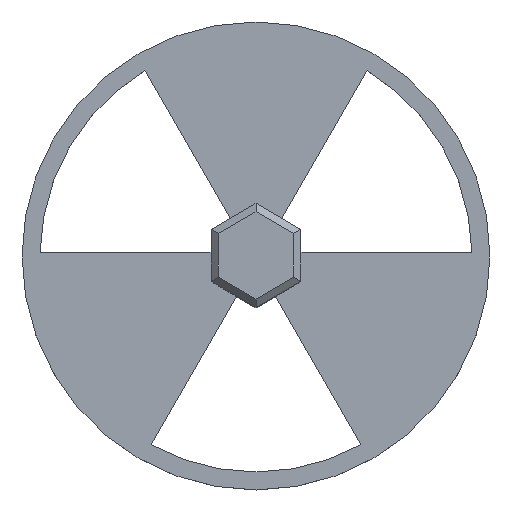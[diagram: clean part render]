
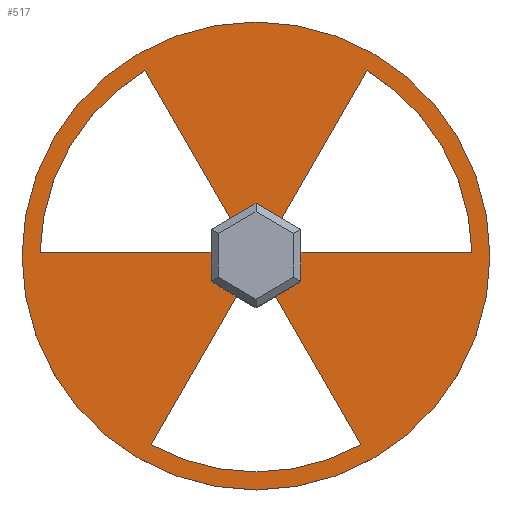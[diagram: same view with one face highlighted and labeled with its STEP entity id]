
A CAD part, top view. The second image highlights one B-rep face of the part: STEP entity #517.
In plain terms, the highlighted planar face has unit normal (0, 0, 1).
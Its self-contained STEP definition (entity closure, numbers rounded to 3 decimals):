
#22=FACE_BOUND('',#88,.T.);
#28=CIRCLE('',#550,13.);
#29=CIRCLE('',#559,12.);
#30=CIRCLE('',#562,12.);
#31=CIRCLE('',#565,12.);
#58=FACE_OUTER_BOUND('',#87,.T.);
#87=EDGE_LOOP('',(#455));
#88=EDGE_LOOP('',(#456,#457,#458,#459,#460,#461,#462,#463,#464,#465,#466,
#467,#468,#469,#470));
#108=LINE('',#742,#170);
#115=LINE('',#755,#177);
#117=LINE('',#760,#179);
#132=LINE('',#802,#194);
#134=LINE('',#806,#196);
#138=LINE('',#812,#200);
#140=LINE('',#816,#202);
#142=LINE('',#820,#204);
#144=LINE('',#824,#206);
#145=LINE('',#827,#207);
#147=LINE('',#833,#209);
#149=LINE('',#839,#211);
#170=VECTOR('',#602,10.);
#177=VECTOR('',#611,10.);
#179=VECTOR('',#615,10.);
#194=VECTOR('',#652,10.);
#196=VECTOR('',#656,10.);
#200=VECTOR('',#662,10.);
#202=VECTOR('',#666,10.);
#204=VECTOR('',#670,10.);
#206=VECTOR('',#674,10.);
#207=VECTOR('',#677,10.);
#209=VECTOR('',#685,10.);
#211=VECTOR('',#693,10.);
#225=VERTEX_POINT('',#739);
#226=VERTEX_POINT('',#741);
#231=VERTEX_POINT('',#753);
#232=VERTEX_POINT('',#757);
#233=VERTEX_POINT('',#759);
#247=VERTEX_POINT('',#795);
#248=VERTEX_POINT('',#799);
#249=VERTEX_POINT('',#801);
#250=VERTEX_POINT('',#805);
#251=VERTEX_POINT('',#810);
#252=VERTEX_POINT('',#814);
#253=VERTEX_POINT('',#818);
#254=VERTEX_POINT('',#822);
#255=VERTEX_POINT('',#826);
#256=VERTEX_POINT('',#832);
#257=VERTEX_POINT('',#838);
#277=EDGE_CURVE('',#226,#225,#108,.T.);
#284=EDGE_CURVE('',#225,#231,#115,.T.);
#286=EDGE_CURVE('',#233,#232,#117,.T.);
#304=EDGE_CURVE('',#247,#247,#28,.T.);
#307=EDGE_CURVE('',#249,#248,#132,.T.);
#309=EDGE_CURVE('',#250,#249,#134,.T.);
#313=EDGE_CURVE('',#232,#251,#138,.T.);
#315=EDGE_CURVE('',#231,#252,#140,.F.);
#317=EDGE_CURVE('',#251,#253,#142,.F.);
#319=EDGE_CURVE('',#248,#254,#144,.F.);
#320=EDGE_CURVE('',#255,#226,#145,.F.);
#322=EDGE_CURVE('',#254,#255,#29,.T.);
#323=EDGE_CURVE('',#256,#250,#147,.F.);
#325=EDGE_CURVE('',#253,#256,#30,.T.);
#326=EDGE_CURVE('',#257,#233,#149,.F.);
#328=EDGE_CURVE('',#252,#257,#31,.T.);
#455=ORIENTED_EDGE('',*,*,#304,.T.);
#456=ORIENTED_EDGE('',*,*,#284,.T.);
#457=ORIENTED_EDGE('',*,*,#315,.T.);
#458=ORIENTED_EDGE('',*,*,#328,.T.);
#459=ORIENTED_EDGE('',*,*,#326,.T.);
#460=ORIENTED_EDGE('',*,*,#286,.T.);
#461=ORIENTED_EDGE('',*,*,#313,.T.);
#462=ORIENTED_EDGE('',*,*,#317,.T.);
#463=ORIENTED_EDGE('',*,*,#325,.T.);
#464=ORIENTED_EDGE('',*,*,#323,.T.);
#465=ORIENTED_EDGE('',*,*,#309,.T.);
#466=ORIENTED_EDGE('',*,*,#307,.T.);
#467=ORIENTED_EDGE('',*,*,#319,.T.);
#468=ORIENTED_EDGE('',*,*,#322,.T.);
#469=ORIENTED_EDGE('',*,*,#320,.T.);
#470=ORIENTED_EDGE('',*,*,#277,.T.);
#491=PLANE('',#566);
#517=ADVANCED_FACE('',(#58,#22),#491,.T.);
#550=AXIS2_PLACEMENT_3D('',#796,#646,#647);
#559=AXIS2_PLACEMENT_3D('',#830,#681,#682);
#562=AXIS2_PLACEMENT_3D('',#836,#689,#690);
#565=AXIS2_PLACEMENT_3D('',#842,#697,#698);
#566=AXIS2_PLACEMENT_3D('',#843,#699,#700);
#602=DIRECTION('',(-0.866,0.5,0.));
#611=DIRECTION('',(0.,1.,0.));
#615=DIRECTION('',(0.866,0.5,0.));
#646=DIRECTION('center_axis',(0.,0.,1.));
#647=DIRECTION('ref_axis',(1.,0.,0.));
#652=DIRECTION('',(-0.866,-0.5,0.));
#656=DIRECTION('',(0.,-1.,0.));
#662=DIRECTION('',(0.866,-0.5,0.));
#666=DIRECTION('',(1.,0.,0.));
#670=DIRECTION('',(-0.5,-0.866,0.));
#674=DIRECTION('',(-0.5,0.866,0.));
#677=DIRECTION('',(-0.5,-0.866,0.));
#681=DIRECTION('center_axis',(0.,0.,-1.));
#682=DIRECTION('ref_axis',(-0.5,-0.866,0.));
#685=DIRECTION('',(1.,0.,0.));
#689=DIRECTION('center_axis',(0.,0.,-1.));
#690=DIRECTION('ref_axis',(1.,0.,0.));
#693=DIRECTION('',(-0.5,0.866,0.));
#697=DIRECTION('center_axis',(0.,0.,-1.));
#698=DIRECTION('ref_axis',(-0.5,0.866,0.));
#699=DIRECTION('center_axis',(0.,0.,1.));
#700=DIRECTION('ref_axis',(1.,0.,0.));
#739=CARTESIAN_POINT('',(62.5,-1.443,2.));
#741=CARTESIAN_POINT('',(63.923,-2.265,2.));
#742=CARTESIAN_POINT('',(63.125,-1.804,2.));
#753=CARTESIAN_POINT('',(62.5,0.2,2.));
#755=CARTESIAN_POINT('',(62.5,0.722,2.));
#757=CARTESIAN_POINT('',(65.,2.887,2.));
#759=CARTESIAN_POINT('',(63.577,2.065,2.));
#760=CARTESIAN_POINT('',(64.375,2.526,2.));
#795=CARTESIAN_POINT('',(52.,0.,2.));
#796=CARTESIAN_POINT('Origin',(65.,0.,2.));
#799=CARTESIAN_POINT('',(66.077,-2.265,2.));
#801=CARTESIAN_POINT('',(67.5,-1.443,2.));
#802=CARTESIAN_POINT('',(65.625,-2.526,2.));
#805=CARTESIAN_POINT('',(67.5,0.2,2.));
#806=CARTESIAN_POINT('',(67.5,-0.722,2.));
#810=CARTESIAN_POINT('',(66.423,2.065,2.));
#812=CARTESIAN_POINT('',(66.875,1.804,2.));
#814=CARTESIAN_POINT('',(53.002,0.2,2.));
#816=CARTESIAN_POINT('',(63.75,0.2,2.));
#818=CARTESIAN_POINT('',(71.172,10.291,2.));
#820=CARTESIAN_POINT('',(65.798,0.983,2.));
#822=CARTESIAN_POINT('',(70.826,-10.491,2.));
#824=CARTESIAN_POINT('',(65.452,-1.183,2.));
#826=CARTESIAN_POINT('',(59.174,-10.491,2.));
#827=CARTESIAN_POINT('',(62.173,-5.296,2.));
#830=CARTESIAN_POINT('Origin',(65.,0.,2.));
#832=CARTESIAN_POINT('',(76.998,0.2,2.));
#833=CARTESIAN_POINT('',(71.,0.2,2.));
#836=CARTESIAN_POINT('Origin',(65.,0.,2.));
#838=CARTESIAN_POINT('',(58.828,10.291,2.));
#839=CARTESIAN_POINT('',(61.827,5.096,2.));
#842=CARTESIAN_POINT('Origin',(65.,0.,2.));
#843=CARTESIAN_POINT('Origin',(65.,0.,2.));
